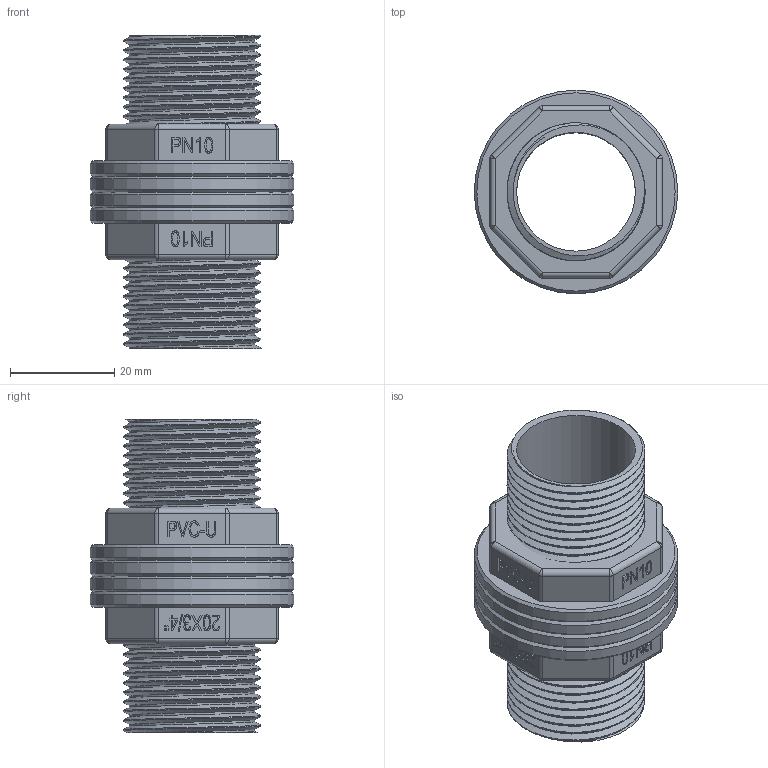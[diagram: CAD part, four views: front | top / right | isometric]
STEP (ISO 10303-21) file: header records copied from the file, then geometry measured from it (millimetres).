
FILE_DESCRIPTION(/* description */ (''),/* implementation_level */ '2;1');
FILE_NAME(/* name */ '2034.stp',/* time_stamp */ '2026-02-09T14:58:39+08:00',/* author */ (''),/* organization */ (''),/* preprocessor_version */ 'ST-DEVELOPER v16',/* originating_system */ 'SIEMENS PLM Software NX 10.0',/* authorisation */ '');
FILE_SCHEMA (('AUTOMOTIVE_DESIGN { 1 0 10303 214 3 1 1 1 }'));
Length unit declared in the file: millimetre
Products named in the file (1): gelv0A5038FC64a7
Bounding box: 39 x 39 x 60 mm (x, y, z)
Volume: 19088.8 mm3; surface area: 24559.4 mm2
Topology: 5 solids, 5 shells, 599 faces, 1587 edges, 1042 vertices
Faces by surface type: plane 316, extrusion 196, cylinder 57, sphere 16, cone 8, bspline 6
Full cylindrical faces by diameter (mm): 1.5 x2, 2 x2, 22.76 x1, 27 x2, 39 x4
Entity records: 29480 total; most frequent: CARTESIAN_POINT 16326, ORIENTED_EDGE 3096, DIRECTION 1800, EDGE_CURVE 1548, B_SPLINE_CURVE_WITH_KNOTS 1058, VERTEX_POINT 1038, VECTOR 760, EDGE_LOOP 688
